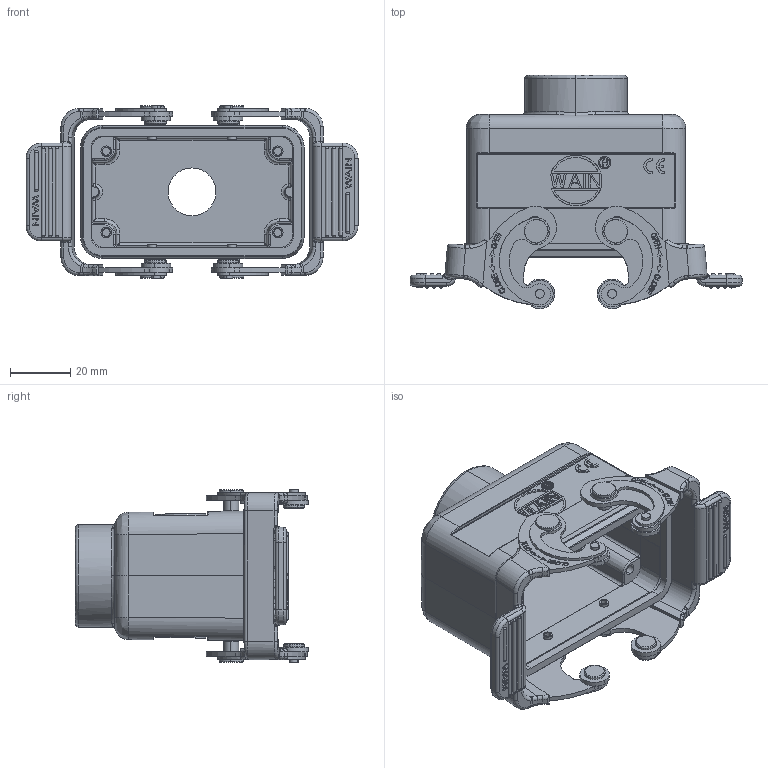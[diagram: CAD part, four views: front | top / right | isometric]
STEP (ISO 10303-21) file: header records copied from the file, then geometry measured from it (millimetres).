
FILE_DESCRIPTION(/* description */ (''),/* implementation_level */ '2;1');
FILE_NAME(/* name */ '3D_1240107411002_HV10B-CCT-2L_SC-M20_V1.1.stp',/* time_stamp */ '2023-12-29T13:08:32+08:00',/* author */ (''),/* organization */ (''),/* preprocessor_version */ 'ST-DEVELOPER v18.1',/* originating_system */ 'SIEMENS PLM Software NX 1980',/* authorisation */ '');
FILE_SCHEMA (('AUTOMOTIVE_DESIGN { 1 0 10303 214 3 1 1 1 }'));
Products named in the file (1): 14592E2886C7eo3n
Bounding box: 110.3 x 77.5 x 57.45 mm (x, y, z)
Volume: 63880.5 mm3; surface area: 42050.5 mm2
Topology: 4 solids, 10 shells, 1692 faces, 4509 edges, 2962 vertices
Faces by surface type: plane 855, cylinder 463, torus 118, extrusion 87, cone 72, bspline 59, sphere 36, revolution 2
Entity records: 59088 total; most frequent: CARTESIAN_POINT 18163, ORIENTED_EDGE 8922, DIRECTION 7703, EDGE_CURVE 4469, VERTEX_POINT 2962, AXIS2_PLACEMENT_3D 2660, VECTOR 2381, LINE 2294
